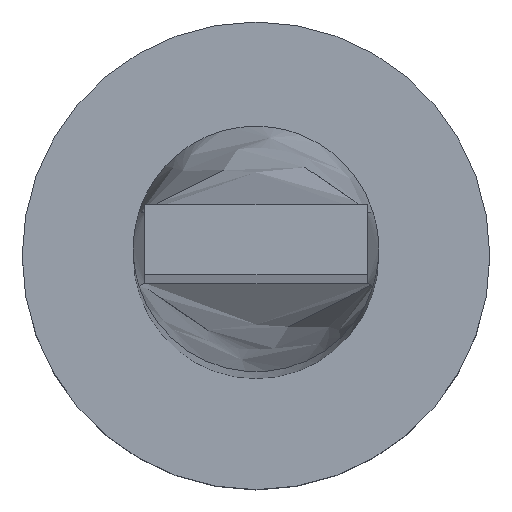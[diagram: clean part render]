
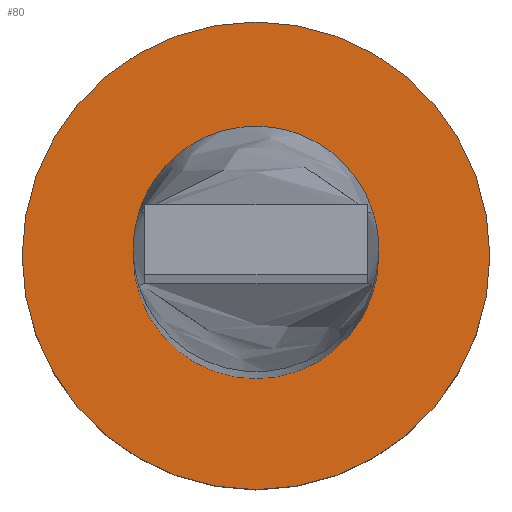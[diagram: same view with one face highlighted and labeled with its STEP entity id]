
A CAD part, top view. The second image highlights one B-rep face of the part: STEP entity #80.
In plain terms, the highlighted planar face has unit normal (0, 0, 1).
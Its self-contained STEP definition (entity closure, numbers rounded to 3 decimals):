
#9 = DIRECTION ( 'NONE',  ( 0., 0., 1. ) ) ;
#14 = CIRCLE ( 'NONE', #491, 4. ) ;
#19 = CARTESIAN_POINT ( 'NONE',  ( 2.1, 0., 3. ) ) ;
#26 = FACE_BOUND ( 'NONE', #545, .T. ) ;
#32 = EDGE_CURVE ( 'NONE', #509, #49, #411, .T. ) ;
#38 = DIRECTION ( 'NONE',  ( 0., 0., 1. ) ) ;
#48 = AXIS2_PLACEMENT_3D ( 'NONE', #133, #279, #53 ) ;
#49 = VERTEX_POINT ( 'NONE', #19 ) ;
#53 = DIRECTION ( 'NONE',  ( 1., 0., 0. ) ) ;
#80 = ADVANCED_FACE ( 'NONE', ( #26, #165 ), #434, .T. ) ;
#83 = ORIENTED_EDGE ( 'NONE', *, *, #254, .T. ) ;
#87 = EDGE_CURVE ( 'NONE', #49, #509, #284, .T. ) ;
#113 = CIRCLE ( 'NONE', #280, 4. ) ;
#122 = DIRECTION ( 'NONE',  ( 1., 0., 0. ) ) ;
#133 = CARTESIAN_POINT ( 'NONE',  ( 0., 0., 3. ) ) ;
#136 = DIRECTION ( 'NONE',  ( 1., 0., 0. ) ) ;
#139 = CARTESIAN_POINT ( 'NONE',  ( 4., 0., 3. ) ) ;
#157 = CARTESIAN_POINT ( 'NONE',  ( -2.1, 0., 3. ) ) ;
#158 = DIRECTION ( 'NONE',  ( 0., 0., 1. ) ) ;
#165 = FACE_OUTER_BOUND ( 'NONE', #168, .T. ) ;
#168 = EDGE_LOOP ( 'NONE', ( #391, #83 ) ) ;
#170 = DIRECTION ( 'NONE',  ( 0., 0., 1. ) ) ;
#191 = CARTESIAN_POINT ( 'NONE',  ( -4., 0., 3. ) ) ;
#218 = EDGE_CURVE ( 'NONE', #235, #228, #14, .T. ) ;
#228 = VERTEX_POINT ( 'NONE', #139 ) ;
#235 = VERTEX_POINT ( 'NONE', #191 ) ;
#248 = CARTESIAN_POINT ( 'NONE',  ( 0., 0., 3. ) ) ;
#254 = EDGE_CURVE ( 'NONE', #228, #235, #113, .T. ) ;
#279 = DIRECTION ( 'NONE',  ( 0., 0., 1. ) ) ;
#280 = AXIS2_PLACEMENT_3D ( 'NONE', #313, #9, #136 ) ;
#284 = CIRCLE ( 'NONE', #539, 2.1 ) ;
#313 = CARTESIAN_POINT ( 'NONE',  ( 0., 0., 3. ) ) ;
#324 = DIRECTION ( 'NONE',  ( 1., 0., 0. ) ) ;
#371 = ORIENTED_EDGE ( 'NONE', *, *, #87, .F. ) ;
#391 = ORIENTED_EDGE ( 'NONE', *, *, #218, .T. ) ;
#411 = CIRCLE ( 'NONE', #48, 2.1 ) ;
#434 = PLANE ( 'NONE',  #454 ) ;
#442 = CARTESIAN_POINT ( 'NONE',  ( 0., 0., 3. ) ) ;
#454 = AXIS2_PLACEMENT_3D ( 'NONE', #564, #38, #474 ) ;
#474 = DIRECTION ( 'NONE',  ( 1., 0., 0. ) ) ;
#491 = AXIS2_PLACEMENT_3D ( 'NONE', #442, #170, #122 ) ;
#509 = VERTEX_POINT ( 'NONE', #157 ) ;
#539 = AXIS2_PLACEMENT_3D ( 'NONE', #248, #158, #324 ) ;
#545 = EDGE_LOOP ( 'NONE', ( #579, #371 ) ) ;
#564 = CARTESIAN_POINT ( 'NONE',  ( 0., 0., 3. ) ) ;
#579 = ORIENTED_EDGE ( 'NONE', *, *, #32, .F. ) ;
